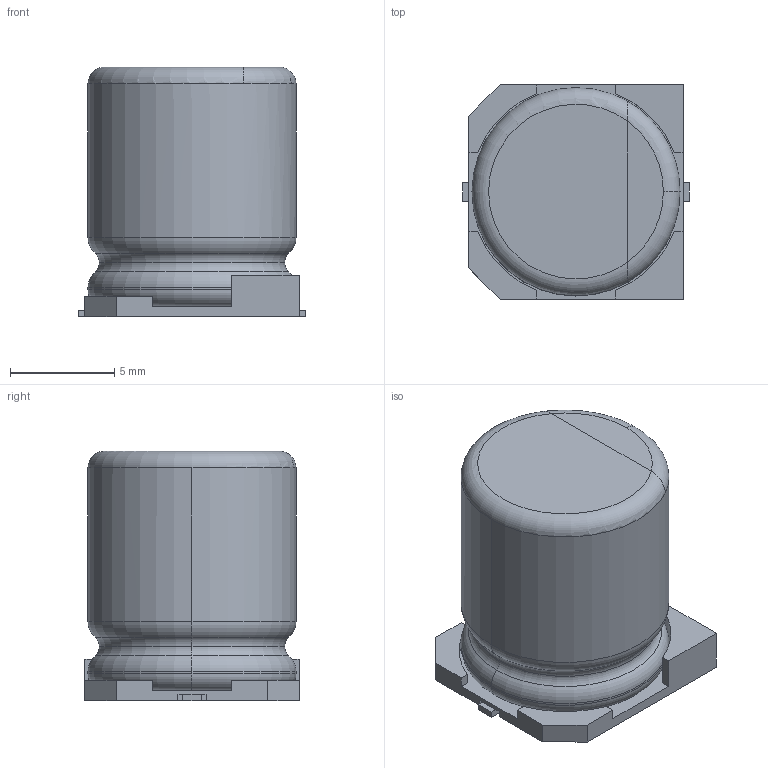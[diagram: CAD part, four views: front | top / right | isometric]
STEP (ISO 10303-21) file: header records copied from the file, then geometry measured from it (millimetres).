
FILE_DESCRIPTION (( 'STEP AP214' ), '1' );
FILE_NAME ('CAP-SMD_BD10.0-L10.3-W10.3-FD-LS11.0_H12.0.STEP', '2025-04-28T02:50:26', ( '' ), ( '' ), 'SwSTEP 2.0', 'SolidWorks 2021', '' );
FILE_SCHEMA (( 'AUTOMOTIVE_DESIGN' ));
Length unit declared in the file: millimetre
Products named in the file (1): CAP-SMD_BD10.0-L10.3-W10.3-FD-LS11.0_H12.0
Bounding box: 10.9 x 10.3 x 12 mm (x, y, z)
Volume: 945.2 mm3; surface area: 739.6 mm2
Topology: 1 solids, 2 shells, 293 faces, 788 edges, 519 vertices
Faces by surface type: plane 168, bspline 98, cylinder 14, torus 13
Entity records: 12881 total; most frequent: CARTESIAN_POINT 2923, ORIENTED_EDGE 1576, DIRECTION 1030, EDGE_CURVE 788, LINE 534, VECTOR 534, VERTEX_POINT 519, EDGE_LOOP 313
